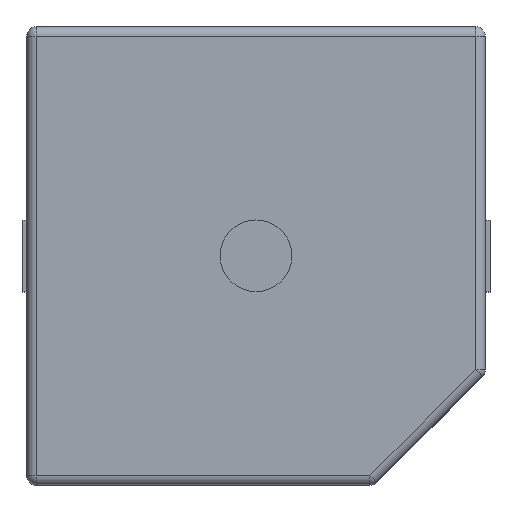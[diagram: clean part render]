
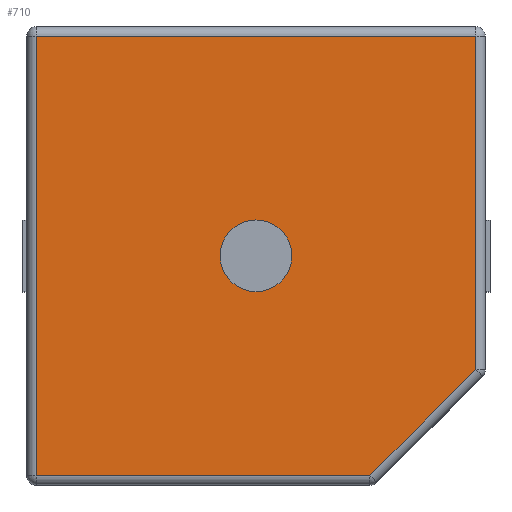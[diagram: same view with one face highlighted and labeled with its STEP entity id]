
A CAD part, top view. The second image highlights one B-rep face of the part: STEP entity #710.
In plain terms, the highlighted planar face has unit normal (0, 0, 1).
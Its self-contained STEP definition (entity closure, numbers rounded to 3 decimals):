
#36=FACE_BOUND('',#271,.T.);
#41=PLANE('',#820);
#65=LINE('',#1154,#123);
#75=LINE('',#1200,#133);
#77=LINE('',#1203,#135);
#81=LINE('',#1209,#139);
#87=LINE('',#1221,#145);
#123=VECTOR('',#921,10.);
#133=VECTOR('',#975,10.);
#135=VECTOR('',#979,10.);
#139=VECTOR('',#987,10.);
#145=VECTOR('',#1001,10.);
#222=FACE_OUTER_BOUND('',#270,.T.);
#270=EDGE_LOOP('',(#593,#594,#595,#596,#597));
#271=EDGE_LOOP('',(#598));
#324=CIRCLE('',#821,0.75);
#332=VERTEX_POINT('',#1105);
#340=VERTEX_POINT('',#1131);
#346=VERTEX_POINT('',#1145);
#349=VERTEX_POINT('',#1158);
#355=VERTEX_POINT('',#1175);
#368=VERTEX_POINT('',#1239);
#409=EDGE_CURVE('',#332,#346,#65,.T.);
#432=EDGE_CURVE('',#346,#355,#75,.T.);
#434=EDGE_CURVE('',#355,#349,#77,.T.);
#438=EDGE_CURVE('',#349,#340,#81,.T.);
#445=EDGE_CURVE('',#340,#332,#87,.T.);
#454=EDGE_CURVE('',#368,#368,#324,.T.);
#593=ORIENTED_EDGE('',*,*,#409,.F.);
#594=ORIENTED_EDGE('',*,*,#445,.F.);
#595=ORIENTED_EDGE('',*,*,#438,.F.);
#596=ORIENTED_EDGE('',*,*,#434,.F.);
#597=ORIENTED_EDGE('',*,*,#432,.F.);
#598=ORIENTED_EDGE('',*,*,#454,.T.);
#710=ADVANCED_FACE('',(#222,#36),#41,.T.);
#820=AXIS2_PLACEMENT_3D('',#1238,#1019,#1020);
#821=AXIS2_PLACEMENT_3D('',#1240,#1021,#1022);
#921=DIRECTION('',(1.,0.,0.));
#975=DIRECTION('',(0.,-1.,0.));
#979=DIRECTION('',(-0.707,-0.707,0.));
#987=DIRECTION('',(-1.,0.,0.));
#1001=DIRECTION('',(0.,1.,0.));
#1019=DIRECTION('center_axis',(0.,0.,1.));
#1020=DIRECTION('ref_axis',(1.,0.,0.));
#1021=DIRECTION('center_axis',(0.,0.,-1.));
#1022=DIRECTION('ref_axis',(-1.,0.,0.));
#1105=CARTESIAN_POINT('',(-4.6,4.6,5.));
#1131=CARTESIAN_POINT('',(-4.6,-4.6,5.));
#1145=CARTESIAN_POINT('',(4.6,4.6,5.));
#1154=CARTESIAN_POINT('',(2.4,4.6,5.));
#1158=CARTESIAN_POINT('',(2.383,-4.6,5.));
#1175=CARTESIAN_POINT('',(4.6,-2.383,5.));
#1200=CARTESIAN_POINT('',(4.6,-1.233,5.));
#1203=CARTESIAN_POINT('',(2.908,-4.075,5.));
#1209=CARTESIAN_POINT('',(-2.4,-4.6,5.));
#1221=CARTESIAN_POINT('',(-4.6,2.4,5.));
#1238=CARTESIAN_POINT('Origin',(0.,0.,
5.));
#1239=CARTESIAN_POINT('',(0.75,0.,5.));
#1240=CARTESIAN_POINT('Origin',(0.,0.,5.));
